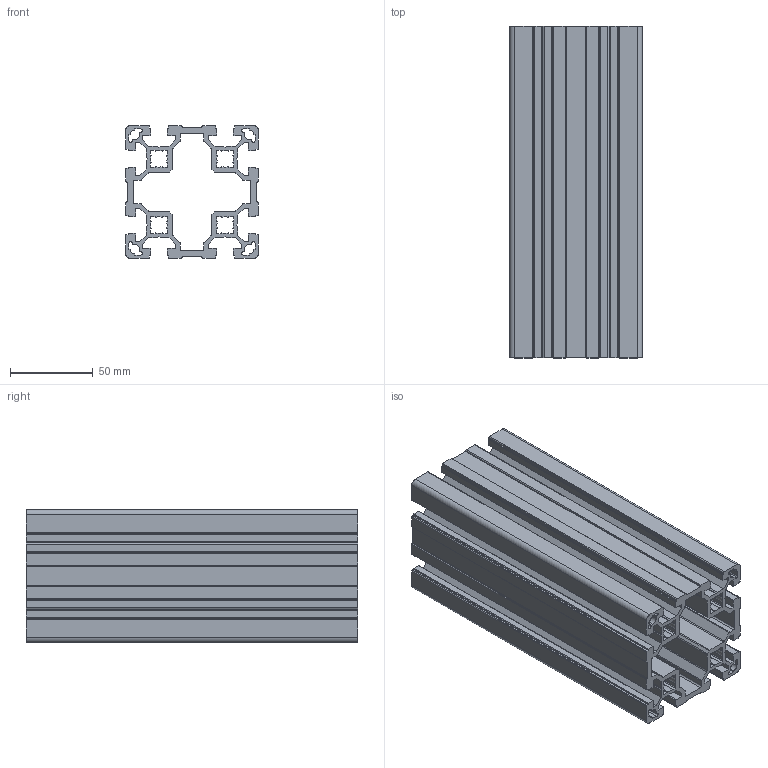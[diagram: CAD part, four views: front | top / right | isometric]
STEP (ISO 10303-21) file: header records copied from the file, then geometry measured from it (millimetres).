
FILE_DESCRIPTION (( 'STEP AP203' ), '1' );
FILE_NAME ('411993133_c_1.STEP', '2022-10-24T02:00:29', ( '' ), ( '' ), 'SwSTEP 2.0', 'SolidWorks 2014', '' );
FILE_SCHEMA (( 'CONFIG_CONTROL_DESIGN' ));
Length unit declared in the file: millimetre
Products named in the file (1): 411993133_c_1
Bounding box: 80 x 200 x 80 mm (x, y, z)
Volume: 368953.7 mm3; surface area: 239896.9 mm2
Topology: 1 solids, 1 shells, 432 faces, 1290 edges, 860 vertices
Faces by surface type: plane 286, cylinder 146
Entity records: 14619 total; most frequent: CARTESIAN_POINT 2583, ORIENTED_EDGE 2580, DIRECTION 2448, EDGE_CURVE 1290, LINE 998, VECTOR 998, VERTEX_POINT 860, AXIS2_PLACEMENT_3D 725
